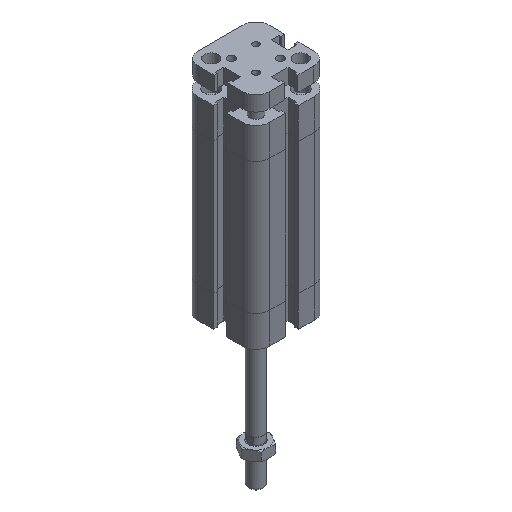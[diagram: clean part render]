
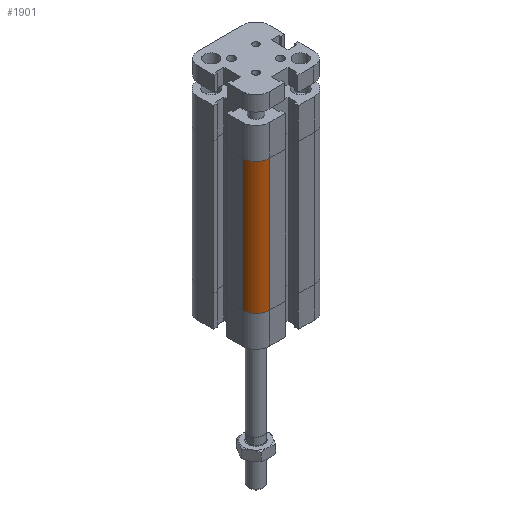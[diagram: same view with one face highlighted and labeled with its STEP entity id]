
A CAD part, isometric view. The second image highlights one B-rep face of the part: STEP entity #1901.
In plain terms, the highlighted cylindrical face has radius 5.5 mm (diameter 11 mm), a partial arc.
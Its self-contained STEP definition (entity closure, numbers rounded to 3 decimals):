
#1812=CARTESIAN_POINT('',(-14.5,-9.,12.5));
#1813=VERTEX_POINT('',#1812);
#1820=CARTESIAN_POINT('',(-14.5,-9.,65.5));
#1821=VERTEX_POINT('',#1820);
#1822=CARTESIAN_POINT('',(-14.5,-9.,12.5));
#1823=DIRECTION('',(0.0,0.0,1.0));
#1824=VECTOR('',#1823,53.0);
#1825=LINE('',#1822,#1824);
#1826=EDGE_CURVE('',#1813,#1821,#1825,.T.);
#1869=CARTESIAN_POINT('',(-9.,-9.,0.0));
#1870=DIRECTION('',(0.0,0.0,1.0));
#1871=DIRECTION('',(1.0,0.0,0.0));
#1872=AXIS2_PLACEMENT_3D('',#1869,#1870,#1871);
#1873=CYLINDRICAL_SURFACE('',#1872,5.5);
#1874=CARTESIAN_POINT('',(-9.,-14.5,12.5));
#1875=VERTEX_POINT('',#1874);
#1876=CARTESIAN_POINT('',(-9.,-9.,12.5));
#1877=DIRECTION('',(0.0,0.0,1.0));
#1878=DIRECTION('',(1.0,0.0,0.0));
#1879=AXIS2_PLACEMENT_3D('',#1876,#1877,#1878);
#1880=CIRCLE('',#1879,5.5);
#1881=EDGE_CURVE('',#1813,#1875,#1880,.T.);
#1882=ORIENTED_EDGE('',*,*,#1881,.T.);
#1883=CARTESIAN_POINT('',(-9.,-14.5,65.5));
#1884=VERTEX_POINT('',#1883);
#1885=CARTESIAN_POINT('',(-9.,-14.5,12.5));
#1886=DIRECTION('',(0.0,0.0,1.0));
#1887=VECTOR('',#1886,53.0);
#1888=LINE('',#1885,#1887);
#1889=EDGE_CURVE('',#1875,#1884,#1888,.T.);
#1890=ORIENTED_EDGE('',*,*,#1889,.T.);
#1891=CARTESIAN_POINT('',(-9.,-9.,65.5));
#1892=DIRECTION('',(0.0,0.0,1.0));
#1893=DIRECTION('',(1.0,0.0,0.0));
#1894=AXIS2_PLACEMENT_3D('',#1891,#1892,#1893);
#1895=CIRCLE('',#1894,5.5);
#1896=EDGE_CURVE('',#1821,#1884,#1895,.T.);
#1897=ORIENTED_EDGE('',*,*,#1896,.F.);
#1898=ORIENTED_EDGE('',*,*,#1826,.F.);
#1899=EDGE_LOOP('',(#1882,#1890,#1897,#1898));
#1900=FACE_OUTER_BOUND('',#1899,.T.);
#1901=ADVANCED_FACE('',(#1900),#1873,.T.);
